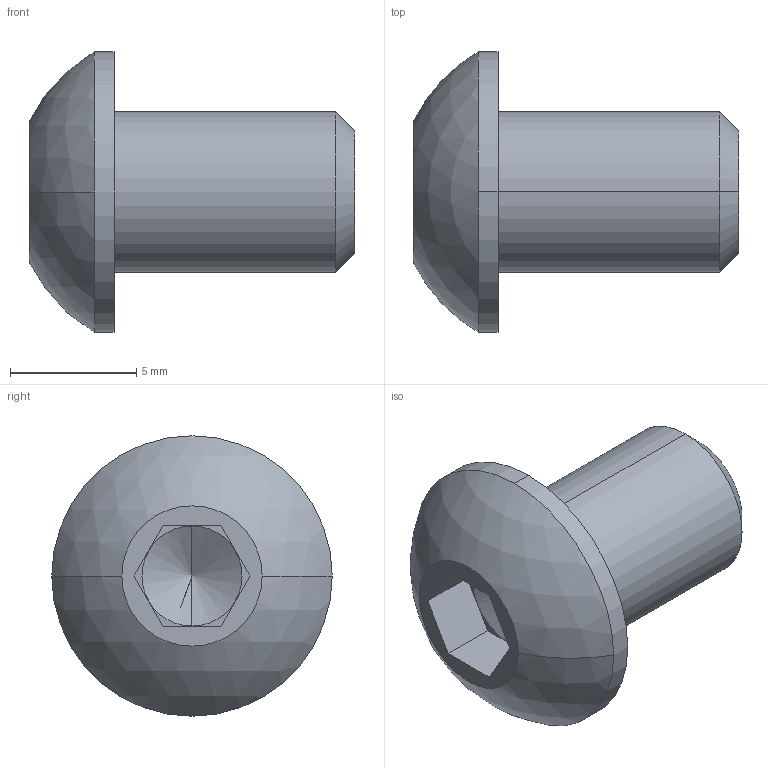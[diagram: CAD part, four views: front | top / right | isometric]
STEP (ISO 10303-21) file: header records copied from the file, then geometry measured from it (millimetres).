
FILE_DESCRIPTION (( 'STEP AP214' ), '1' );
FILE_NAME ('8020-3059-$PARTNUMBER.STEP', '2019-03-28T16:36:54', ( '' ), ( '' ), 'SwSTEP 2.0', 'SolidWorks 2019', '' );
FILE_SCHEMA (( 'AUTOMOTIVE_DESIGN' ));
Length unit declared in the file: inch
Products named in the file (1): 8020-3059-$PARTNUMBER
Bounding box: 12.88 x 11.1 x 11.1 mm (x, y, z)
Volume: 501.8 mm3; surface area: 464.5 mm2
Topology: 1 solids, 1 shells, 25 faces, 56 edges, 33 vertices
Faces by surface type: plane 15, cone 4, cylinder 4, sphere 2
Entity records: 718 total; most frequent: DIRECTION 128, CARTESIAN_POINT 113, ORIENTED_EDGE 108, EDGE_CURVE 54, AXIS2_PLACEMENT_3D 48, VERTEX_POINT 33, LINE 32, VECTOR 32
